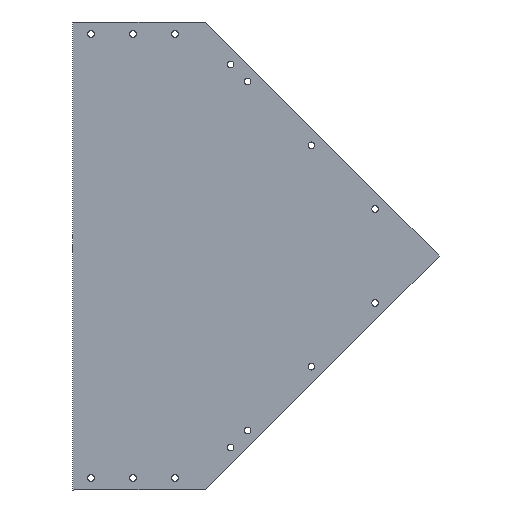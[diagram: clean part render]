
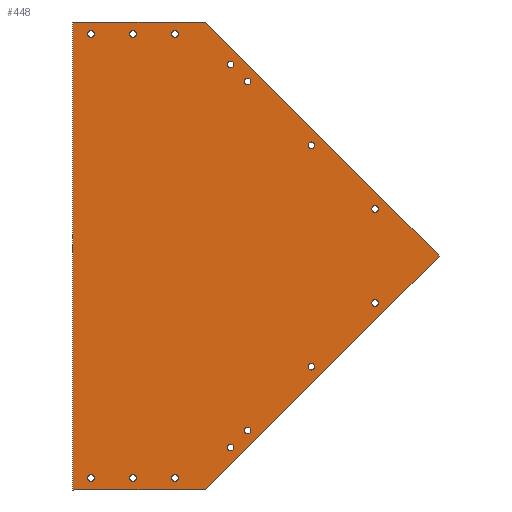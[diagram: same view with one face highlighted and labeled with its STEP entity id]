
A CAD part, front view. The second image highlights one B-rep face of the part: STEP entity #448.
In plain terms, the highlighted planar face has unit normal (0, -1, 0).
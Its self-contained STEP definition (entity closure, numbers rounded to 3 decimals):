
#15=FACE_BOUND('',#126,.T.);
#16=FACE_BOUND('',#127,.T.);
#17=FACE_BOUND('',#128,.T.);
#18=FACE_BOUND('',#129,.T.);
#19=FACE_BOUND('',#130,.T.);
#20=FACE_BOUND('',#131,.T.);
#21=FACE_BOUND('',#132,.T.);
#22=FACE_BOUND('',#133,.T.);
#23=FACE_BOUND('',#134,.T.);
#24=FACE_BOUND('',#135,.T.);
#25=FACE_BOUND('',#136,.T.);
#26=FACE_BOUND('',#137,.T.);
#27=FACE_BOUND('',#138,.T.);
#28=FACE_BOUND('',#139,.T.);
#43=CIRCLE('',#469,2.75);
#45=CIRCLE('',#472,2.75);
#47=CIRCLE('',#475,2.75);
#49=CIRCLE('',#478,2.75);
#51=CIRCLE('',#481,2.75);
#53=CIRCLE('',#484,2.75);
#55=CIRCLE('',#487,2.75);
#57=CIRCLE('',#490,2.75);
#59=CIRCLE('',#493,2.75);
#61=CIRCLE('',#496,2.75);
#63=CIRCLE('',#499,2.75);
#65=CIRCLE('',#502,2.75);
#67=CIRCLE('',#505,2.75);
#69=CIRCLE('',#509,2.75);
#104=FACE_OUTER_BOUND('',#125,.T.);
#125=EDGE_LOOP('',(#384,#385,#386,#387,#388));
#126=EDGE_LOOP('',(#389));
#127=EDGE_LOOP('',(#390));
#128=EDGE_LOOP('',(#391));
#129=EDGE_LOOP('',(#392));
#130=EDGE_LOOP('',(#393));
#131=EDGE_LOOP('',(#394));
#132=EDGE_LOOP('',(#395));
#133=EDGE_LOOP('',(#396));
#134=EDGE_LOOP('',(#397));
#135=EDGE_LOOP('',(#398));
#136=EDGE_LOOP('',(#399));
#137=EDGE_LOOP('',(#400));
#138=EDGE_LOOP('',(#401));
#139=EDGE_LOOP('',(#402));
#157=LINE('',#650,#186);
#160=LINE('',#656,#189);
#163=LINE('',#662,#192);
#166=LINE('',#668,#195);
#182=LINE('',#750,#211);
#186=VECTOR('',#519,275.277);
#189=VECTOR('',#524,275.277);
#192=VECTOR('',#529,110.);
#195=VECTOR('',#534,389.3);
#211=VECTOR('',#630,110.);
#215=VERTEX_POINT('',#647);
#216=VERTEX_POINT('',#649);
#218=VERTEX_POINT('',#655);
#220=VERTEX_POINT('',#661);
#222=VERTEX_POINT('',#667);
#223=VERTEX_POINT('',#671);
#225=VERTEX_POINT('',#677);
#227=VERTEX_POINT('',#683);
#229=VERTEX_POINT('',#689);
#231=VERTEX_POINT('',#695);
#233=VERTEX_POINT('',#701);
#235=VERTEX_POINT('',#707);
#237=VERTEX_POINT('',#713);
#239=VERTEX_POINT('',#719);
#241=VERTEX_POINT('',#725);
#243=VERTEX_POINT('',#731);
#245=VERTEX_POINT('',#737);
#247=VERTEX_POINT('',#743);
#249=VERTEX_POINT('',#752);
#253=EDGE_CURVE('',#215,#216,#157,.T.);
#256=EDGE_CURVE('',#216,#218,#160,.T.);
#259=EDGE_CURVE('',#218,#220,#163,.T.);
#262=EDGE_CURVE('',#220,#222,#166,.T.);
#264=EDGE_CURVE('',#223,#223,#43,.T.);
#267=EDGE_CURVE('',#225,#225,#45,.T.);
#270=EDGE_CURVE('',#227,#227,#47,.T.);
#273=EDGE_CURVE('',#229,#229,#49,.T.);
#276=EDGE_CURVE('',#231,#231,#51,.T.);
#279=EDGE_CURVE('',#233,#233,#53,.T.);
#282=EDGE_CURVE('',#235,#235,#55,.T.);
#285=EDGE_CURVE('',#237,#237,#57,.T.);
#288=EDGE_CURVE('',#239,#239,#59,.T.);
#291=EDGE_CURVE('',#241,#241,#61,.T.);
#294=EDGE_CURVE('',#243,#243,#63,.T.);
#297=EDGE_CURVE('',#245,#245,#65,.T.);
#300=EDGE_CURVE('',#247,#247,#67,.T.);
#304=EDGE_CURVE('',#222,#215,#182,.T.);
#305=EDGE_CURVE('',#249,#249,#69,.T.);
#384=ORIENTED_EDGE('',*,*,#253,.F.);
#385=ORIENTED_EDGE('',*,*,#304,.F.);
#386=ORIENTED_EDGE('',*,*,#262,.F.);
#387=ORIENTED_EDGE('',*,*,#259,.F.);
#388=ORIENTED_EDGE('',*,*,#256,.F.);
#389=ORIENTED_EDGE('',*,*,#300,.F.);
#390=ORIENTED_EDGE('',*,*,#297,.T.);
#391=ORIENTED_EDGE('',*,*,#294,.F.);
#392=ORIENTED_EDGE('',*,*,#291,.T.);
#393=ORIENTED_EDGE('',*,*,#288,.F.);
#394=ORIENTED_EDGE('',*,*,#285,.T.);
#395=ORIENTED_EDGE('',*,*,#282,.F.);
#396=ORIENTED_EDGE('',*,*,#279,.T.);
#397=ORIENTED_EDGE('',*,*,#276,.T.);
#398=ORIENTED_EDGE('',*,*,#273,.F.);
#399=ORIENTED_EDGE('',*,*,#270,.T.);
#400=ORIENTED_EDGE('',*,*,#267,.F.);
#401=ORIENTED_EDGE('',*,*,#264,.T.);
#402=ORIENTED_EDGE('',*,*,#305,.F.);
#427=PLANE('',#511);
#448=ADVANCED_FACE('',(#104,#15,#16,#17,#18,#19,#20,#21,#22,#23,#24,#25,
#26,#27,#28),#427,.T.);
#469=AXIS2_PLACEMENT_3D('',#672,#538,#539);
#472=AXIS2_PLACEMENT_3D('',#678,#545,#546);
#475=AXIS2_PLACEMENT_3D('',#684,#552,#553);
#478=AXIS2_PLACEMENT_3D('',#690,#559,#560);
#481=AXIS2_PLACEMENT_3D('',#696,#566,#567);
#484=AXIS2_PLACEMENT_3D('',#702,#573,#574);
#487=AXIS2_PLACEMENT_3D('',#708,#580,#581);
#490=AXIS2_PLACEMENT_3D('',#714,#587,#588);
#493=AXIS2_PLACEMENT_3D('',#720,#594,#595);
#496=AXIS2_PLACEMENT_3D('',#726,#601,#602);
#499=AXIS2_PLACEMENT_3D('',#732,#608,#609);
#502=AXIS2_PLACEMENT_3D('',#738,#615,#616);
#505=AXIS2_PLACEMENT_3D('',#744,#622,#623);
#509=AXIS2_PLACEMENT_3D('',#753,#633,#634);
#511=AXIS2_PLACEMENT_3D('',#757,#638,#639);
#519=DIRECTION('',(0.707,0.,-0.707));
#524=DIRECTION('',(-0.707,0.,-0.707));
#529=DIRECTION('',(-1.,0.,0.));
#534=DIRECTION('',(0.,0.,1.));
#538=DIRECTION('center_axis',(0.,1.,0.));
#539=DIRECTION('ref_axis',(1.,0.,0.));
#545=DIRECTION('center_axis',(0.,-1.,0.));
#546=DIRECTION('ref_axis',(1.,0.,0.));
#552=DIRECTION('center_axis',(0.,1.,0.));
#553=DIRECTION('ref_axis',(1.,0.,0.));
#559=DIRECTION('center_axis',(0.,-1.,0.));
#560=DIRECTION('ref_axis',(1.,0.,0.));
#566=DIRECTION('center_axis',(0.,1.,0.));
#567=DIRECTION('ref_axis',(1.,0.,0.));
#573=DIRECTION('center_axis',(0.,1.,0.));
#574=DIRECTION('ref_axis',(1.,0.,0.));
#580=DIRECTION('center_axis',(0.,-1.,0.));
#581=DIRECTION('ref_axis',(1.,0.,0.));
#587=DIRECTION('center_axis',(0.,1.,0.));
#588=DIRECTION('ref_axis',(1.,0.,0.));
#594=DIRECTION('center_axis',(0.,-1.,0.));
#595=DIRECTION('ref_axis',(1.,0.,0.));
#601=DIRECTION('center_axis',(0.,1.,0.));
#602=DIRECTION('ref_axis',(1.,0.,0.));
#608=DIRECTION('center_axis',(0.,-1.,0.));
#609=DIRECTION('ref_axis',(1.,0.,0.));
#615=DIRECTION('center_axis',(0.,1.,0.));
#616=DIRECTION('ref_axis',(1.,0.,0.));
#622=DIRECTION('center_axis',(0.,-1.,0.));
#623=DIRECTION('ref_axis',(1.,0.,0.));
#630=DIRECTION('',(1.,0.,0.));
#633=DIRECTION('center_axis',(0.,-1.,0.));
#634=DIRECTION('ref_axis',(1.,0.,0.));
#638=DIRECTION('center_axis',(0.,-1.,0.));
#639=DIRECTION('ref_axis',(0.,0.,-1.));
#647=CARTESIAN_POINT('',(0.,-3.,194.65));
#649=CARTESIAN_POINT('',(194.65,-3.,0.));
#650=CARTESIAN_POINT('',(0.,-3.,194.65));
#655=CARTESIAN_POINT('',(0.,-3.,-194.65));
#656=CARTESIAN_POINT('',(194.65,-3.,0.));
#661=CARTESIAN_POINT('',(-110.,-3.,-194.65));
#662=CARTESIAN_POINT('',(0.,-3.,-194.65));
#667=CARTESIAN_POINT('',(-110.,-3.,194.65));
#668=CARTESIAN_POINT('',(-110.,-3.,-194.65));
#671=CARTESIAN_POINT('',(88.388,-3.,-94.87));
#672=CARTESIAN_POINT('Origin',(88.388,-3.,-92.12));
#677=CARTESIAN_POINT('',(21.213,-3.,156.545));
#678=CARTESIAN_POINT('Origin',(21.213,-3.,159.295));
#683=CARTESIAN_POINT('',(21.213,-3.,-162.045));
#684=CARTESIAN_POINT('Origin',(21.213,-3.,-159.295));
#689=CARTESIAN_POINT('',(-60.,-3.,181.9));
#690=CARTESIAN_POINT('Origin',(-60.,-3.,184.65));
#695=CARTESIAN_POINT('',(-60.,-3.,-187.4));
#696=CARTESIAN_POINT('Origin',(-60.,-3.,-184.65));
#701=CARTESIAN_POINT('',(-95.,-3.,-187.4));
#702=CARTESIAN_POINT('Origin',(-95.,-3.,-184.65));
#707=CARTESIAN_POINT('',(-95.,-3.,181.9));
#708=CARTESIAN_POINT('Origin',(-95.,-3.,184.65));
#713=CARTESIAN_POINT('',(-25.,-3.,-187.4));
#714=CARTESIAN_POINT('Origin',(-25.,-3.,-184.65));
#719=CARTESIAN_POINT('',(-25.,-3.,181.9));
#720=CARTESIAN_POINT('Origin',(-25.,-3.,184.65));
#725=CARTESIAN_POINT('',(35.355,-3.,-147.903));
#726=CARTESIAN_POINT('Origin',(35.355,-3.,-145.153));
#731=CARTESIAN_POINT('',(35.355,-3.,142.403));
#732=CARTESIAN_POINT('Origin',(35.355,-3.,145.153));
#737=CARTESIAN_POINT('',(141.421,-3.,-41.837));
#738=CARTESIAN_POINT('Origin',(141.421,-3.,-39.087));
#743=CARTESIAN_POINT('',(141.421,-3.,36.337));
#744=CARTESIAN_POINT('Origin',(141.421,-3.,39.087));
#750=CARTESIAN_POINT('',(-110.,-3.,194.65));
#752=CARTESIAN_POINT('',(88.388,-3.,89.37));
#753=CARTESIAN_POINT('Origin',(88.388,-3.,92.12));
#757=CARTESIAN_POINT('Origin',(141.421,-3.,39.087));
